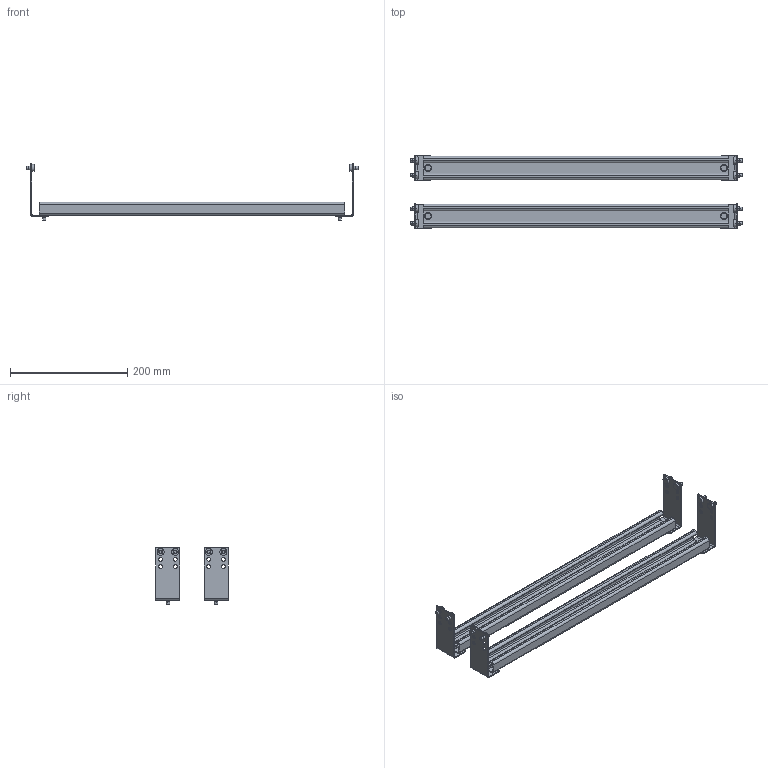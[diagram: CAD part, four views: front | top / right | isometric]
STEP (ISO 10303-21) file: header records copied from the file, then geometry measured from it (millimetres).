
FILE_DESCRIPTION(('STEP AP214'),'1');
FILE_NAME('cctmp_A3BC9E4B-EB5F-4FEA-84D5-F377FA9DE659_2024_06_07_20_27_26_0703..stp','2024-06-07T18:27:27',('SIEMENS A&D'),('CADClick - www.CADClick.com'),'Spatial InterOp 3D',' ','unknown authorization');
FILE_SCHEMA(('AUTOMOTIVE_DESIGN'));
Length unit declared in the file: millimetre
Products named in the file (19): cc_unnamed; 2024_06_07_20_27_26_0673; 2024_06_07_20_27_26_0640; 2024_06_07_20_27_26_0609; 2024_06_07_20_27_26_0578; 2024_06_07_20_27_26_0547; 2024_06_07_20_27_26_0484; 2024_06_07_20_27_26_0453; 2024_06_07_20_27_26_0421; 2024_06_07_20_27_26_0390; 2024_06_07_20_27_26_0272; 2024_06_07_20_27_26_0235; 2024_06_07_20_27_26_0203; 2024_06_07_20_27_26_0172; 2024_06_07_20_27_26_0135; 2024_06_07_20_27_26_0072; 2024_06_07_20_27_26_0034; 2024_06_07_20_27_26_0003; 2024_06_07_20_27_25_0972
Assembly tree (18 placements, depth 2):
  cc_unnamed
    2024_06_07_20_27_26_0673
    2024_06_07_20_27_26_0640
    2024_06_07_20_27_26_0609
    2024_06_07_20_27_26_0578
    2024_06_07_20_27_26_0547
    2024_06_07_20_27_26_0484
    2024_06_07_20_27_26_0453
    2024_06_07_20_27_26_0421
    2024_06_07_20_27_26_0390
    2024_06_07_20_27_26_0272
    2024_06_07_20_27_26_0235
    2024_06_07_20_27_26_0203
    2024_06_07_20_27_26_0172
    2024_06_07_20_27_26_0135
    2024_06_07_20_27_26_0072
    2024_06_07_20_27_26_0034
    2024_06_07_20_27_26_0003
    2024_06_07_20_27_25_0972
Bounding box: 566 x 123 x 96 mm (x, y, z)
Volume: 250272.3 mm3; surface area: 256115 mm2
Topology: 18 solids, 18 shells, 296 faces, 696 edges, 448 vertices
Faces by surface type: cylinder 144, plane 104, cone 48
Entity records: 11596 total; most frequent: DIRECTION 1662, CARTESIAN_POINT 1459, ORIENTED_EDGE 1392, EDGE_CURVE 696, AXIS2_PLACEMENT_3D 651, VERTEX_POINT 448, EDGE_LOOP 364, LINE 360
